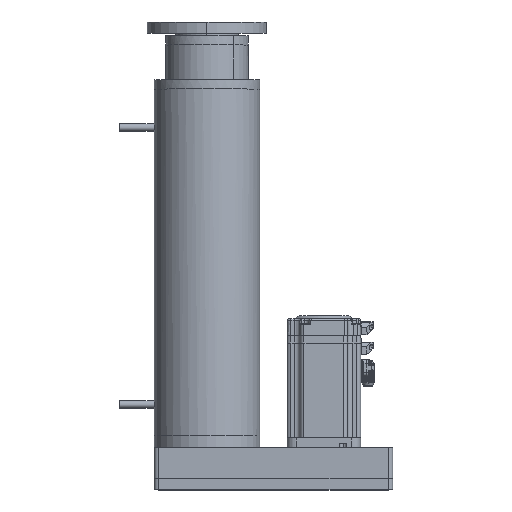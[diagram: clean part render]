
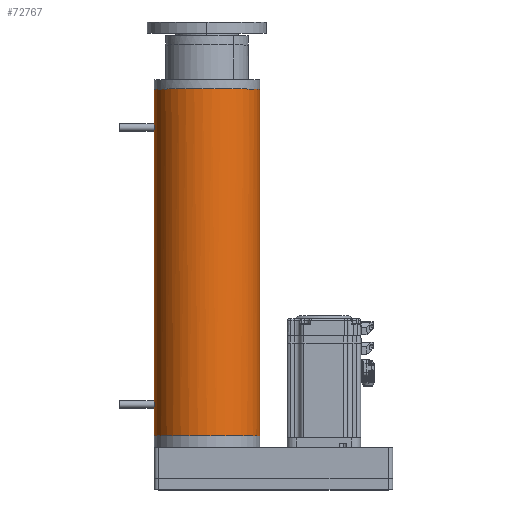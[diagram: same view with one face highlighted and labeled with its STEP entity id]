
A CAD part, top view. The second image highlights one B-rep face of the part: STEP entity #72767.
In plain terms, the highlighted cylindrical face has radius 57.5 mm (diameter 115 mm), a partial arc.
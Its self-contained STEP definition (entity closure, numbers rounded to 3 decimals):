
#2438 = CARTESIAN_POINT ( 'NONE',  ( -57.505, 3.764, 378. ) ) ;
#7879 = CARTESIAN_POINT ( 'NONE',  ( -57.502, 0., 378. ) ) ;
#10160 = CARTESIAN_POINT ( 'NONE',  ( -38.001, 43.324, 378. ) ) ;
#12703 = CARTESIAN_POINT ( 'NONE',  ( 57.5, 0., 378. ) ) ;
#14118 = FACE_OUTER_BOUND ( 'NONE', #108656, .T. ) ;
#14815 = CARTESIAN_POINT ( 'NONE',  ( 0., 0., 378. ) ) ;
#18222 = VECTOR ( 'NONE', #44883, 1000. ) ;
#18596 = DIRECTION ( 'NONE',  ( 1., 0., 0. ) ) ;
#19769 = EDGE_CURVE ( 'NONE', #132601, #118700, #56209, .T. ) ;
#20650 = CARTESIAN_POINT ( 'NONE',  ( 49.905, 28.819, 378. ) ) ;
#20879 = CARTESIAN_POINT ( 'NONE',  ( -57.5, 0., 378. ) ) ;
#22039 = CARTESIAN_POINT ( 'NONE',  ( 54.568, 18.529, 378. ) ) ;
#22459 = CARTESIAN_POINT ( 'NONE',  ( 57.502, 0., 378. ) ) ;
#23399 = CARTESIAN_POINT ( 'NONE',  ( 57.505, 3.764, 378. ) ) ;
#24628 = DIRECTION ( 'NONE',  ( 0., 0., -1. ) ) ;
#25744 = VERTEX_POINT ( 'NONE', #53366 ) ;
#25990 = CYLINDRICAL_SURFACE ( 'NONE', #32691, 57.5 ) ;
#29792 = CIRCLE ( 'NONE', #65563, 57.5 ) ;
#31836 = CARTESIAN_POINT ( 'NONE',  ( -51.687, 25.483, 378. ) ) ;
#32529 = CARTESIAN_POINT ( 'NONE',  ( -49.905, 28.819, 378. ) ) ;
#32691 = AXIS2_PLACEMENT_3D ( 'NONE', #14815, #24628, #89035 ) ;
#33228 = CARTESIAN_POINT ( 'NONE',  ( 3.764, 57.505, 378. ) ) ;
#33685 = CARTESIAN_POINT ( 'NONE',  ( -57.5, 0., 0. ) ) ;
#33912 = CARTESIAN_POINT ( 'NONE',  ( 28.819, 49.905, 378. ) ) ;
#36555 = ORIENTED_EDGE ( 'NONE', *, *, #53874, .T. ) ;
#42350 = CARTESIAN_POINT ( 'NONE',  ( 57.502, 0., 378. ) ) ;
#43023 = CARTESIAN_POINT ( 'NONE',  ( 57.134, 7.527, 378. ) ) ;
#44883 = DIRECTION ( 'NONE',  ( 0., 0., -1. ) ) ;
#49022 = VERTEX_POINT ( 'NONE', #33685 ) ;
#52858 = CARTESIAN_POINT ( 'NONE',  ( 45.723, 35.077, 378. ) ) ;
#53366 = CARTESIAN_POINT ( 'NONE',  ( 57.5, 0., 0. ) ) ;
#53545 = CARTESIAN_POINT ( 'NONE',  ( 51.687, 25.483, 378. ) ) ;
#53874 = EDGE_CURVE ( 'NONE', #25744, #49022, #29792, .T. ) ;
#54225 = CARTESIAN_POINT ( 'NONE',  ( -57.134, 7.527, 378. ) ) ;
#56209 = B_SPLINE_CURVE_WITH_KNOTS ( 'NONE', 3,
 ( #42350, #23399, #43023, #64053, #22039, #53545, #20650, #52858, #129845, #119347, #85714, #33912, #66102, #117276, #85030, #63349, #33228, #96279, #64741, #128460, #75903, #106112, #107492, #108858, #10160, #127778, #129160, #32529, #31836, #106804, #118664, #54225, #2438, #75205 ),
 .UNSPECIFIED., .F., .F.,
 ( 4, 2, 2, 2, 2, 2, 2, 2, 2, 2, 2, 2, 2, 2, 2, 2, 4 ),
 ( 0., 0.031, 0.062, 0.094, 0.125, 0.156, 0.187, 0.219, 0.25, 0.281, 0.313, 0.344, 0.375, 0.406, 0.438, 0.469, 0.5 ),
 .UNSPECIFIED. ) ;
#58619 = EDGE_CURVE ( 'NONE', #132601, #25744, #107960, .T. ) ;
#61806 = ORIENTED_EDGE ( 'NONE', *, *, #58619, .T. ) ;
#62906 = LINE ( 'NONE', #20879, #116865 ) ;
#63349 = CARTESIAN_POINT ( 'NONE',  ( 7.527, 57.134, 378. ) ) ;
#64053 = CARTESIAN_POINT ( 'NONE',  ( 55.666, 14.91, 378. ) ) ;
#64741 = CARTESIAN_POINT ( 'NONE',  ( -7.527, 57.134, 378. ) ) ;
#65563 = AXIS2_PLACEMENT_3D ( 'NONE', #104047, #137611, #18596 ) ;
#66102 = CARTESIAN_POINT ( 'NONE',  ( 25.483, 51.687, 378. ) ) ;
#72767 = ADVANCED_FACE ( 'NONE', ( #14118 ), #25990, .T. ) ;
#75205 = CARTESIAN_POINT ( 'NONE',  ( -57.502, 0., 378. ) ) ;
#75903 = CARTESIAN_POINT ( 'NONE',  ( -18.529, 54.568, 378. ) ) ;
#85030 = CARTESIAN_POINT ( 'NONE',  ( 14.91, 55.666, 378. ) ) ;
#85714 = CARTESIAN_POINT ( 'NONE',  ( 35.077, 45.723, 378. ) ) ;
#88062 = EDGE_CURVE ( 'NONE', #118700, #49022, #62906, .T. ) ;
#89035 = DIRECTION ( 'NONE',  ( -1., 0., 0. ) ) ;
#93794 = ORIENTED_EDGE ( 'NONE', *, *, #88062, .F. ) ;
#96279 = CARTESIAN_POINT ( 'NONE',  ( -3.764, 57.505, 378. ) ) ;
#104047 = CARTESIAN_POINT ( 'NONE',  ( 0., 0., 0. ) ) ;
#105655 = DIRECTION ( 'NONE',  ( 0., 0., -1. ) ) ;
#106112 = CARTESIAN_POINT ( 'NONE',  ( -25.483, 51.687, 378. ) ) ;
#106804 = CARTESIAN_POINT ( 'NONE',  ( -54.568, 18.529, 378. ) ) ;
#107492 = CARTESIAN_POINT ( 'NONE',  ( -28.819, 49.905, 378. ) ) ;
#107960 = LINE ( 'NONE', #12703, #18222 ) ;
#108656 = EDGE_LOOP ( 'NONE', ( #112847, #61806, #36555, #93794 ) ) ;
#108858 = CARTESIAN_POINT ( 'NONE',  ( -35.077, 45.723, 378. ) ) ;
#112847 = ORIENTED_EDGE ( 'NONE', *, *, #19769, .F. ) ;
#116865 = VECTOR ( 'NONE', #105655, 1000. ) ;
#117276 = CARTESIAN_POINT ( 'NONE',  ( 18.529, 54.568, 378. ) ) ;
#118664 = CARTESIAN_POINT ( 'NONE',  ( -55.666, 14.91, 378. ) ) ;
#118700 = VERTEX_POINT ( 'NONE', #7879 ) ;
#119347 = CARTESIAN_POINT ( 'NONE',  ( 38.001, 43.324, 378. ) ) ;
#127778 = CARTESIAN_POINT ( 'NONE',  ( -43.324, 38.001, 378. ) ) ;
#128460 = CARTESIAN_POINT ( 'NONE',  ( -14.91, 55.666, 378. ) ) ;
#129160 = CARTESIAN_POINT ( 'NONE',  ( -45.723, 35.077, 378. ) ) ;
#129845 = CARTESIAN_POINT ( 'NONE',  ( 43.324, 38.001, 378. ) ) ;
#132601 = VERTEX_POINT ( 'NONE', #22459 ) ;
#137611 = DIRECTION ( 'NONE',  ( 0., 0., 1. ) ) ;
